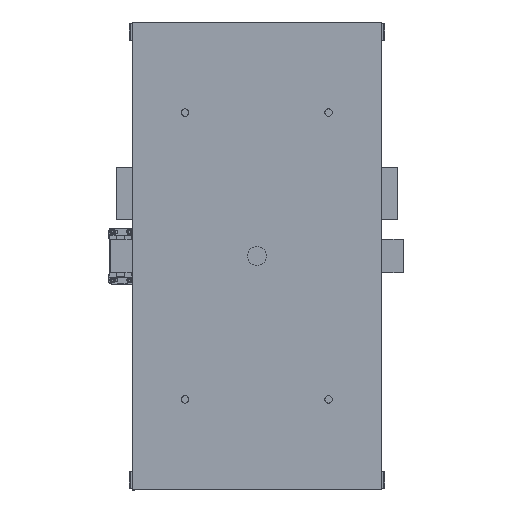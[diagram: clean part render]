
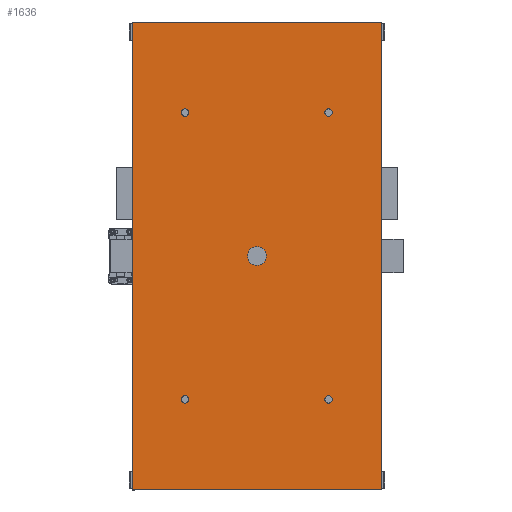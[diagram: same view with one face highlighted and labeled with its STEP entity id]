
A CAD part, top view. The second image highlights one B-rep face of the part: STEP entity #1636.
In plain terms, the highlighted face is planar.
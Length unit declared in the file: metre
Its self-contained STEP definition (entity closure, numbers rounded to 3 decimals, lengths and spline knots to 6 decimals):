
#1636=ADVANCED_FACE('',(#2932,#2933),#2934,.T.);
#2932=FACE_OUTER_BOUND('',#4710,.T.);
#2933=FACE_BOUND('',#4711,.T.);
#2934=PLANE('',#4712);
#4710=EDGE_LOOP('',(#8777,#8778,#8779,#8780));
#4711=EDGE_LOOP('',(#8781,#8782));
#4712=AXIS2_PLACEMENT_3D('',#8783,#8784,#8785);
#8777=ORIENTED_EDGE('',*,*,#12622,.F.);
#8778=ORIENTED_EDGE('',*,*,#12611,.F.);
#8779=ORIENTED_EDGE('',*,*,#12623,.F.);
#8780=ORIENTED_EDGE('',*,*,#12619,.F.);
#8781=ORIENTED_EDGE('',*,*,#12608,.T.);
#8782=ORIENTED_EDGE('',*,*,#12624,.T.);
#8783=CARTESIAN_POINT('',(0.260926,-0.57774,0.3409));
#8784=DIRECTION('',(0.0,0.0,-1.0));
#8785=DIRECTION('',(0.0,-1.0,0.0));
#12608=EDGE_CURVE('',#15280,#15277,#15281,.T.);
#12611=EDGE_CURVE('',#15285,#15286,#15287,.T.);
#12619=EDGE_CURVE('',#15299,#15300,#15301,.T.);
#12622=EDGE_CURVE('',#15286,#15299,#15304,.T.);
#12623=EDGE_CURVE('',#15300,#15285,#15305,.T.);
#12624=EDGE_CURVE('',#15277,#15280,#15306,.T.);
#15277=VERTEX_POINT('',#19240);
#15280=VERTEX_POINT('',#19244);
#15281=CIRCLE('',#19245,0.02);
#15285=VERTEX_POINT('',#19250);
#15286=VERTEX_POINT('',#19251);
#15287=LINE('',#19252,#19253);
#15299=VERTEX_POINT('',#19271);
#15300=VERTEX_POINT('',#19272);
#15301=LINE('',#19273,#19274);
#15304=LINE('',#19279,#19280);
#15305=LINE('',#19281,#19282);
#15306=CIRCLE('',#19283,0.02);
#19240=CARTESIAN_POINT('',(0.240926,-0.57774,0.3409));
#19244=CARTESIAN_POINT('',(0.280926,-0.57774,0.3409));
#19245=AXIS2_PLACEMENT_3D('',#23319,#23320,#23321);
#19250=CARTESIAN_POINT('',(0.545926,-1.11274,0.3409));
#19251=CARTESIAN_POINT('',(0.545926,-0.04274,0.3409));
#19252=CARTESIAN_POINT('',(0.545926,-0.57774,0.3409));
#19253=VECTOR('',#23326,1.0);
#19271=CARTESIAN_POINT('',(-0.024074,-0.04274,0.3409));
#19272=CARTESIAN_POINT('',(-0.024074,-1.11274,0.3409));
#19273=CARTESIAN_POINT('',(-0.024074,-0.57774,0.3409));
#19274=VECTOR('',#23336,1.0);
#19279=CARTESIAN_POINT('',(0.260926,-0.04274,0.3409));
#19280=VECTOR('',#23339,1.0);
#19281=CARTESIAN_POINT('',(0.260926,-1.11274,0.3409));
#19282=VECTOR('',#23340,1.0);
#19283=AXIS2_PLACEMENT_3D('',#23341,#23342,#23343);
#23319=CARTESIAN_POINT('',(0.260926,-0.57774,0.3409));
#23320=DIRECTION('',(0.0,0.0,1.0));
#23321=DIRECTION('',(-1.0,0.0,0.0));
#23326=DIRECTION('',(-0.0,1.0,0.0));
#23336=DIRECTION('',(-0.0,-1.0,-0.0));
#23339=DIRECTION('',(-1.0,0.0,0.0));
#23340=DIRECTION('',(1.0,0.0,0.0));
#23341=CARTESIAN_POINT('',(0.260926,-0.57774,0.3409));
#23342=DIRECTION('',(0.0,0.0,1.0));
#23343=DIRECTION('',(-1.0,0.0,0.0));
